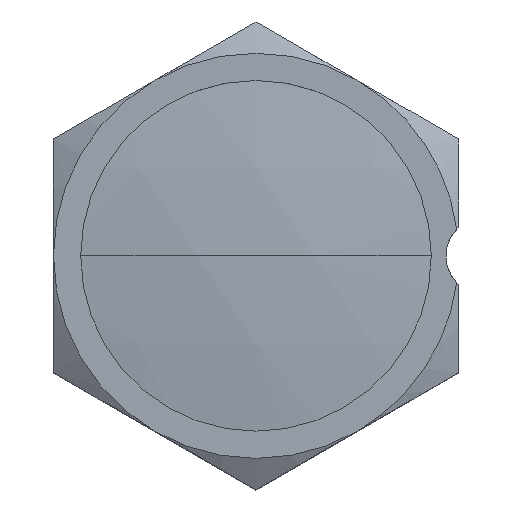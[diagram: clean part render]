
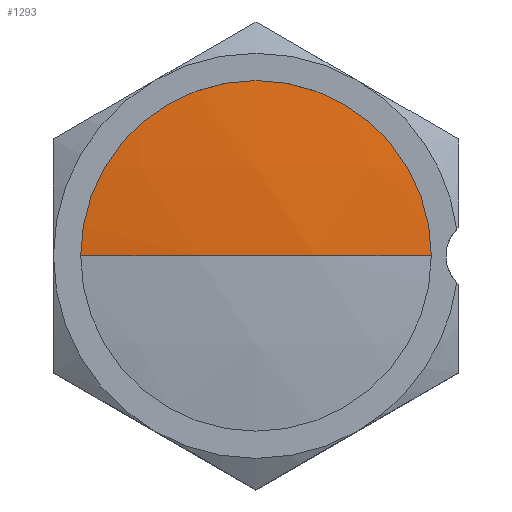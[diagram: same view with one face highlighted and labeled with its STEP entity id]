
A CAD part, top view. The second image highlights one B-rep face of the part: STEP entity #1293.
In plain terms, the highlighted spherical face has radius 48.206 mm.
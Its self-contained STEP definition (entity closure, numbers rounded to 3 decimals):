
#72 = AXIS2_PLACEMENT_3D ( 'NONE', #370, #513, #1251 ) ;
#191 = EDGE_CURVE ( 'NONE', #1064, #508, #1227, .T. ) ;
#338 = DIRECTION ( 'NONE',  ( 0., 1., 0. ) ) ;
#370 = CARTESIAN_POINT ( 'NONE',  ( 0., 0., 0. ) ) ;
#505 = CIRCLE ( 'NONE', #2136, 48.206 ) ;
#508 = VERTEX_POINT ( 'NONE', #528 ) ;
#513 = DIRECTION ( 'NONE',  ( -1., 0., 0. ) ) ;
#528 = CARTESIAN_POINT ( 'NONE',  ( 0., 0., 6.925 ) ) ;
#557 = CARTESIAN_POINT ( 'NONE',  ( 47.706, 0., 0. ) ) ;
#715 = ORIENTED_EDGE ( 'NONE', *, *, #1301, .F. ) ;
#732 = DIRECTION ( 'NONE',  ( -1., 0., 0. ) ) ;
#1030 = CARTESIAN_POINT ( 'NONE',  ( 0., 0., -6.925 ) ) ;
#1064 = VERTEX_POINT ( 'NONE', #1030 ) ;
#1082 = SPHERICAL_SURFACE ( 'NONE', #1950, 48.206 ) ;
#1088 = EDGE_LOOP ( 'NONE', ( #715, #1097 ) ) ;
#1097 = ORIENTED_EDGE ( 'NONE', *, *, #191, .T. ) ;
#1227 = CIRCLE ( 'NONE', #72, 6.925 ) ;
#1251 = DIRECTION ( 'NONE',  ( 0., 0., 1. ) ) ;
#1293 = ADVANCED_FACE ( 'NONE', ( #1470 ), #1082, .T. ) ;
#1301 = EDGE_CURVE ( 'NONE', #1064, #508, #505, .T. ) ;
#1470 = FACE_OUTER_BOUND ( 'NONE', #1088, .T. ) ;
#1950 = AXIS2_PLACEMENT_3D ( 'NONE', #557, #1976, #2006 ) ;
#1976 = DIRECTION ( 'NONE',  ( 0., 1., 0. ) ) ;
#2006 = DIRECTION ( 'NONE',  ( 1., 0., 0. ) ) ;
#2136 = AXIS2_PLACEMENT_3D ( 'NONE', #2379, #338, #732 ) ;
#2379 = CARTESIAN_POINT ( 'NONE',  ( 47.706, 0., 0. ) ) ;
